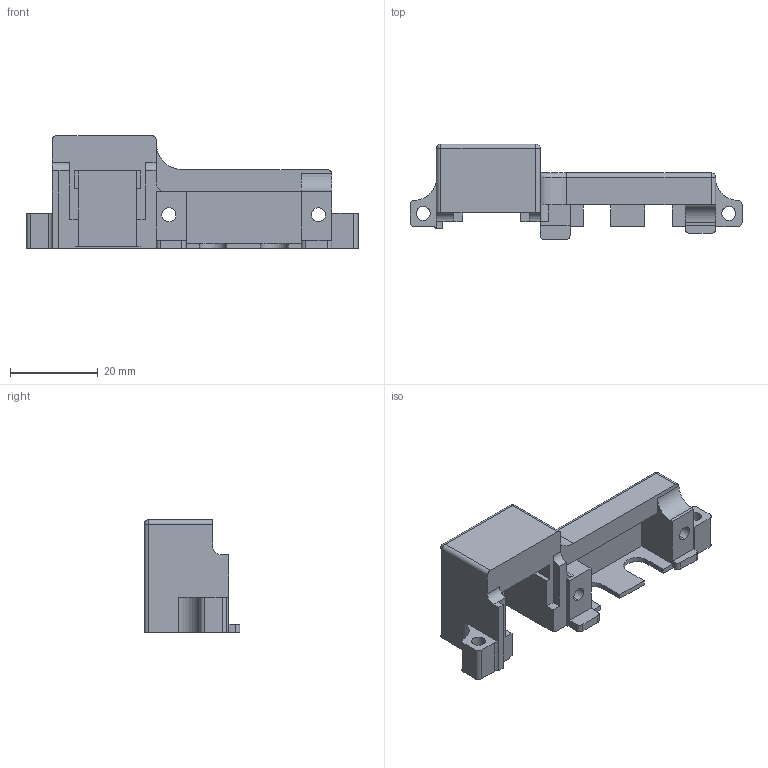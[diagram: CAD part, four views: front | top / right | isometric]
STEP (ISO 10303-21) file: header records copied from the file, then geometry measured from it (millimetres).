
FILE_DESCRIPTION (( 'STEP AP214' ), '1' );
FILE_NAME ('褲极.STEP', '2023-02-27T08:48:36', ( 'SIAT' ), ( 'HP Inc.' ), 'SwSTEP 2.0', 'SolidWorks 2018', '' );
FILE_SCHEMA (( 'AUTOMOTIVE_DESIGN' ));
Length unit declared in the file: millimetre
Products named in the file (1): 褲极
Bounding box: 75.5 x 21.75 x 25.6 mm (x, y, z)
Volume: 11381 mm3; surface area: 6894.1 mm2
Topology: 1 solids, 1 shells, 102 faces, 286 edges, 182 vertices
Faces by surface type: plane 62, cylinder 35, sphere 3, torus 1, bspline 1
Entity records: 3314 total; most frequent: CARTESIAN_POINT 606, ORIENTED_EDGE 564, DIRECTION 555, EDGE_CURVE 282, LINE 209, VECTOR 209, VERTEX_POINT 182, AXIS2_PLACEMENT_3D 173
